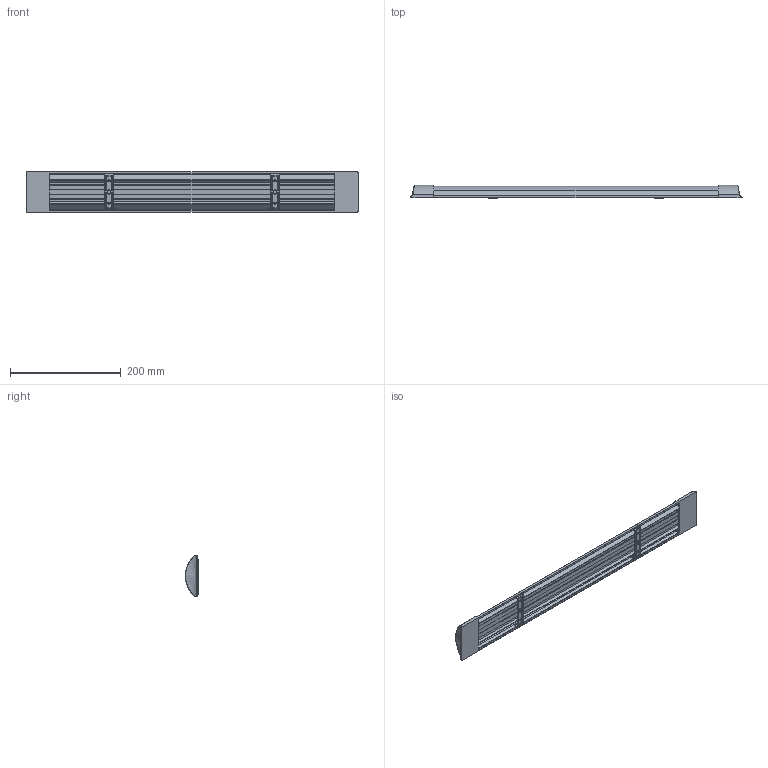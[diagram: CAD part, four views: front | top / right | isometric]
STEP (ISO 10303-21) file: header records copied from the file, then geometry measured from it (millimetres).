
FILE_DESCRIPTION (( 'STEP AP203' ), '1' );
FILE_NAME ('ÄÁÎ-6102 18 Âò 6500K IP20 EKF Basic (LBL-6102-18-6500).STEP', '2022-01-28T11:54:24', ( '' ), ( '' ), 'SwSTEP 2.0', 'SolidWorks 2021', '' );
FILE_SCHEMA (( 'CONFIG_CONTROL_DESIGN' ));
Length unit declared in the file: millimetre
Products named in the file (1): ÄÁÎ-6102 18 Âò 6500K IP20 EKF Basic (LBL-6102-18-6500)
Bounding box: 600 x 23.56 x 74 mm (x, y, z)
Volume: 531380.9 mm3; surface area: 127028.5 mm2
Topology: 3 solids, 3 shells, 195 faces, 516 edges, 332 vertices
Faces by surface type: cylinder 89, plane 66, torus 24, bspline 12, sphere 4
Entity records: 6971 total; most frequent: CARTESIAN_POINT 1948, DIRECTION 1076, ORIENTED_EDGE 1032, EDGE_CURVE 516, AXIS2_PLACEMENT_3D 408, VERTEX_POINT 332, LINE 260, VECTOR 260
